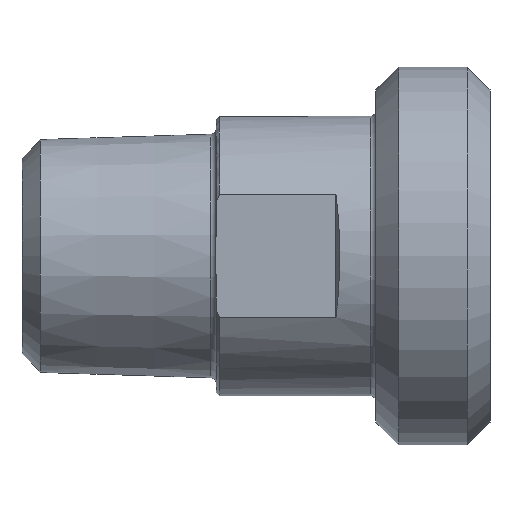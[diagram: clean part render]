
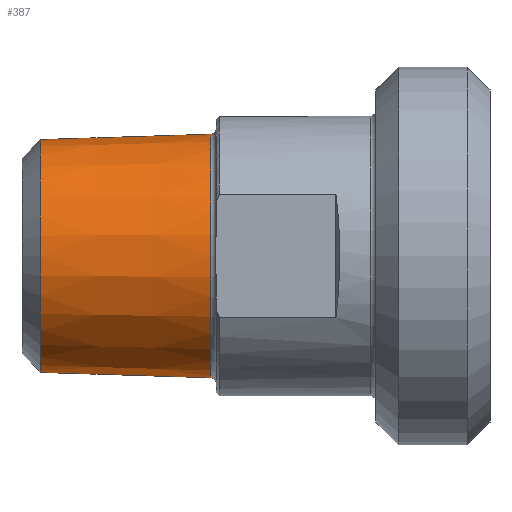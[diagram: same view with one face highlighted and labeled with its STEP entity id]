
A CAD part, top view. The second image highlights one B-rep face of the part: STEP entity #387.
In plain terms, the highlighted conical face has half-angle 1.8 degrees and reference radius 10.417 mm.
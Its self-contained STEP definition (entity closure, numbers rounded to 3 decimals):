
#22=CONICAL_SURFACE('',#451,10.417,0.031);
#33=CIRCLE('',#427,10.669);
#37=CIRCLE('',#431,10.669);
#48=CIRCLE('',#452,10.2);
#49=CIRCLE('',#453,10.2);
#82=FACE_OUTER_BOUND('',#106,.T.);
#106=EDGE_LOOP('',(#329,#330,#331,#332,#333,#334));
#128=LINE('',#712,#147);
#147=VECTOR('',#559,10.417);
#174=VERTEX_POINT('',#673);
#175=VERTEX_POINT('',#674);
#184=VERTEX_POINT('',#711);
#185=VERTEX_POINT('',#713);
#217=EDGE_CURVE('',#174,#175,#33,.T.);
#221=EDGE_CURVE('',#175,#174,#37,.T.);
#235=EDGE_CURVE('',#174,#184,#128,.T.);
#236=EDGE_CURVE('',#185,#184,#48,.T.);
#237=EDGE_CURVE('',#184,#185,#49,.T.);
#329=ORIENTED_EDGE('',*,*,#217,.F.);
#330=ORIENTED_EDGE('',*,*,#235,.T.);
#331=ORIENTED_EDGE('',*,*,#236,.F.);
#332=ORIENTED_EDGE('',*,*,#237,.F.);
#333=ORIENTED_EDGE('',*,*,#235,.F.);
#334=ORIENTED_EDGE('',*,*,#221,.F.);
#387=ADVANCED_FACE('',(#82),#22,.T.);
#427=AXIS2_PLACEMENT_3D('',#675,#506,#507);
#431=AXIS2_PLACEMENT_3D('',#679,#514,#515);
#451=AXIS2_PLACEMENT_3D('',#710,#557,#558);
#452=AXIS2_PLACEMENT_3D('',#714,#560,#561);
#453=AXIS2_PLACEMENT_3D('',#715,#562,#563);
#506=DIRECTION('center_axis',(1.,0.,0.));
#507=DIRECTION('ref_axis',(0.,-1.,0.));
#514=DIRECTION('center_axis',(1.,0.,0.));
#515=DIRECTION('ref_axis',(0.,-1.,0.));
#557=DIRECTION('center_axis',(1.,0.,0.));
#558=DIRECTION('ref_axis',(0.,1.,0.));
#559=DIRECTION('',(-1.,0.031,0.));
#560=DIRECTION('center_axis',(-1.,0.,0.));
#561=DIRECTION('ref_axis',(0.,-1.,0.));
#562=DIRECTION('center_axis',(-1.,0.,0.));
#563=DIRECTION('ref_axis',(0.,-1.,0.));
#673=CARTESIAN_POINT('',(-24.484,-10.669,0.));
#674=CARTESIAN_POINT('',(-24.484,0.,10.669));
#675=CARTESIAN_POINT('Origin',(-24.484,0.,0.));
#679=CARTESIAN_POINT('Origin',(-24.484,0.,0.));
#710=CARTESIAN_POINT('Origin',(-32.5,0.,0.));
#711=CARTESIAN_POINT('',(-39.401,-10.2,0.));
#712=CARTESIAN_POINT('',(-32.5,-10.417,0.));
#713=CARTESIAN_POINT('',(-39.401,10.2,0.));
#714=CARTESIAN_POINT('Origin',(-39.401,0.,0.));
#715=CARTESIAN_POINT('Origin',(-39.401,0.,0.));
